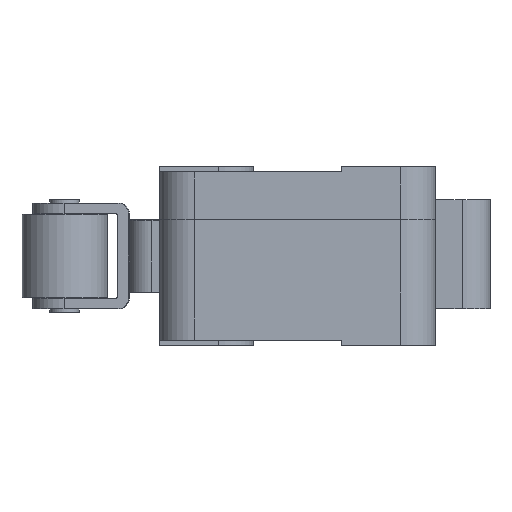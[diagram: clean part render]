
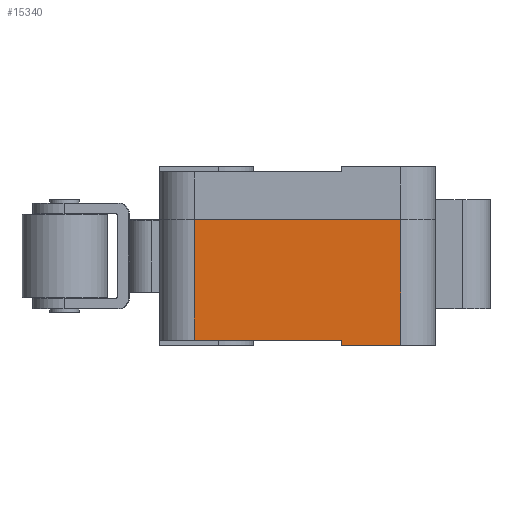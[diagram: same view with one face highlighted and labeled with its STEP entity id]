
A CAD part, left-side view. The second image highlights one B-rep face of the part: STEP entity #15340.
In plain terms, the highlighted planar face has unit normal (-1, 0, 0).
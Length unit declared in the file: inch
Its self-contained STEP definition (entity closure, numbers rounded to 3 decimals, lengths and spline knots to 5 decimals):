
#1716=FACE_OUTER_BOUND('',#2588,.T.);
#2588=EDGE_LOOP('',(#13987,#13988,#13989,#13990,#13991,#13992));
#3767=LINE('',#24943,#5427);
#4226=LINE('',#27773,#5886);
#4230=LINE('',#27783,#5890);
#4235=LINE('',#27796,#5895);
#4238=LINE('',#27802,#5898);
#4251=LINE('',#27834,#5911);
#5427=VECTOR('',#18139,0.3937);
#5886=VECTOR('',#19150,0.3937);
#5890=VECTOR('',#19158,0.3937);
#5895=VECTOR('',#19175,0.3937);
#5898=VECTOR('',#19184,0.3937);
#5911=VECTOR('',#19225,0.3937);
#7075=VERTEX_POINT('',#24933);
#7077=VERTEX_POINT('',#24942);
#7362=VERTEX_POINT('',#27769);
#7363=VERTEX_POINT('',#27771);
#7367=VERTEX_POINT('',#27782);
#7369=VERTEX_POINT('',#27794);
#8945=EDGE_CURVE('',#7077,#7075,#3767,.T.);
#9555=EDGE_CURVE('',#7362,#7363,#4226,.T.);
#9560=EDGE_CURVE('',#7367,#7362,#4230,.T.);
#9567=EDGE_CURVE('',#7369,#7363,#4235,.T.);
#9570=EDGE_CURVE('',#7367,#7075,#4238,.T.);
#9585=EDGE_CURVE('',#7369,#7077,#4251,.T.);
#13987=ORIENTED_EDGE('',*,*,#8945,.T.);
#13988=ORIENTED_EDGE('',*,*,#9570,.F.);
#13989=ORIENTED_EDGE('',*,*,#9560,.T.);
#13990=ORIENTED_EDGE('',*,*,#9555,.T.);
#13991=ORIENTED_EDGE('',*,*,#9567,.F.);
#13992=ORIENTED_EDGE('',*,*,#9585,.T.);
#14537=PLANE('',#16096);
#15340=ADVANCED_FACE('',(#1716),#14537,.T.);
#16096=AXIS2_PLACEMENT_3D('',#27833,#19223,#19224);
#18139=DIRECTION('',(0.,1.,0.));
#19150=DIRECTION('',(0.,0.,-1.));
#19158=DIRECTION('',(0.,-1.,0.));
#19175=DIRECTION('',(0.,1.,0.));
#19184=DIRECTION('',(0.,0.,1.));
#19223=DIRECTION('center_axis',(-1.,0.,0.));
#19224=DIRECTION('ref_axis',(0.,0.,1.));
#19225=DIRECTION('',(0.,0.,1.));
#24933=CARTESIAN_POINT('',(-1.1378,0.25295,0.28543));
#24942=CARTESIAN_POINT('',(-1.1378,-0.21555,0.28543));
#24943=CARTESIAN_POINT('',(-1.1378,0.05809,0.28543));
#27769=CARTESIAN_POINT('',(-1.1378,-0.08169,0.01181));
#27771=CARTESIAN_POINT('',(-1.1378,-0.08169,0.));
#27773=CARTESIAN_POINT('',(-1.1378,-0.08169,0.));
#27782=CARTESIAN_POINT('',(-1.1378,0.25295,0.01181));
#27783=CARTESIAN_POINT('',(-1.1378,-0.09685,0.01181));
#27794=CARTESIAN_POINT('',(-1.1378,-0.21555,0.));
#27796=CARTESIAN_POINT('',(-1.1378,-0.21555,0.));
#27802=CARTESIAN_POINT('',(-1.1378,0.25295,0.));
#27833=CARTESIAN_POINT('Origin',(-1.1378,-0.21555,0.));
#27834=CARTESIAN_POINT('',(-1.1378,-0.21555,0.));
